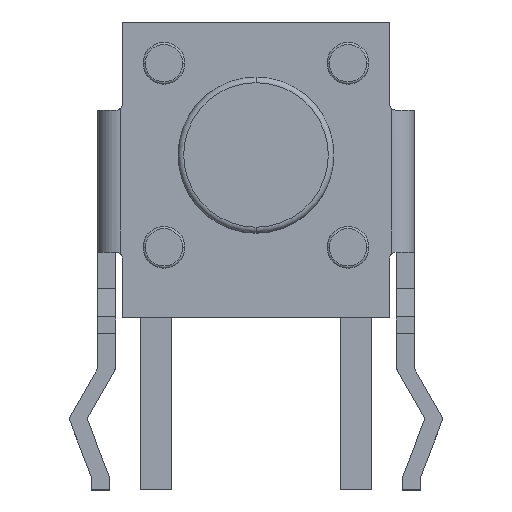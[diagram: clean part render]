
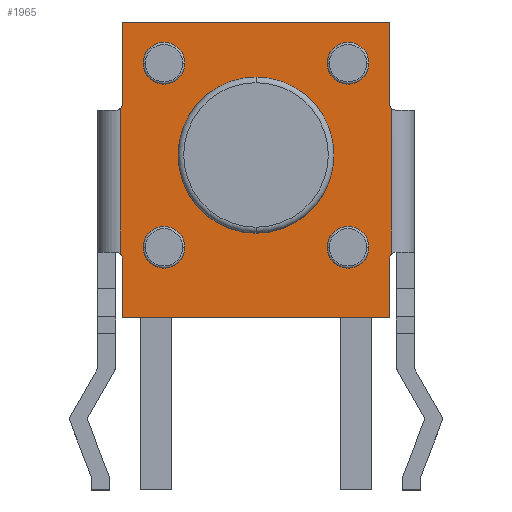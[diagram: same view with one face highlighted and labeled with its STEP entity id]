
A CAD part, top view. The second image highlights one B-rep face of the part: STEP entity #1965.
In plain terms, the highlighted planar face has unit normal (0, 0, 1).
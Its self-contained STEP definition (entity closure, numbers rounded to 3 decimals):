
#134=CARTESIAN_POINT('',(0.,0.,0.));
#135=DIRECTION('',(0.,0.,1.));
#136=DIRECTION('',(0.,-1.,0.));
#137=AXIS2_PLACEMENT_3D('',#134,#135,#136);
#139=CARTESIAN_POINT('',(0.,0.,0.));
#140=DIRECTION('',(0.,0.,1.));
#141=DIRECTION('',(0.,1.,0.));
#142=AXIS2_PLACEMENT_3D('',#139,#140,#141);
#144=CARTESIAN_POINT('',(2.07,2.07,0.));
#145=DIRECTION('',(0.,0.,1.));
#146=DIRECTION('',(1.,0.,0.));
#147=AXIS2_PLACEMENT_3D('',#144,#145,#146);
#149=CARTESIAN_POINT('',(2.07,2.07,0.));
#150=DIRECTION('',(0.,0.,1.));
#151=DIRECTION('',(-1.,0.,0.));
#152=AXIS2_PLACEMENT_3D('',#149,#150,#151);
#154=CARTESIAN_POINT('',(-2.07,2.07,0.));
#155=DIRECTION('',(0.,0.,1.));
#156=DIRECTION('',(1.,0.,0.));
#157=AXIS2_PLACEMENT_3D('',#154,#155,#156);
#159=CARTESIAN_POINT('',(-2.07,2.07,0.));
#160=DIRECTION('',(0.,0.,1.));
#161=DIRECTION('',(-1.,0.,0.));
#162=AXIS2_PLACEMENT_3D('',#159,#160,#161);
#164=CARTESIAN_POINT('',(2.07,-2.07,0.));
#165=DIRECTION('',(0.,0.,1.));
#166=DIRECTION('',(1.,0.,0.));
#167=AXIS2_PLACEMENT_3D('',#164,#165,#166);
#169=CARTESIAN_POINT('',(2.07,-2.07,0.));
#170=DIRECTION('',(0.,0.,1.));
#171=DIRECTION('',(-1.,0.,0.));
#172=AXIS2_PLACEMENT_3D('',#169,#170,#171);
#174=CARTESIAN_POINT('',(-2.07,-2.07,0.));
#175=DIRECTION('',(0.,0.,1.));
#176=DIRECTION('',(1.,0.,0.));
#177=AXIS2_PLACEMENT_3D('',#174,#175,#176);
#179=CARTESIAN_POINT('',(-2.07,-2.07,0.));
#180=DIRECTION('',(0.,0.,1.));
#181=DIRECTION('',(-1.,0.,0.));
#182=AXIS2_PLACEMENT_3D('',#179,#180,#181);
#184=DIRECTION('',(0.,1.,0.));
#185=VECTOR('',#184,3.278);
#186=CARTESIAN_POINT('',(3.048,-2.223,0.));
#187=LINE('',#186,#185);
#188=CARTESIAN_POINT('',(3.15,-2.337,0.));
#189=DIRECTION('',(0.,0.,-1.));
#190=DIRECTION('',(-1.,0.,0.));
#191=AXIS2_PLACEMENT_3D('',#188,#189,#190);
#193=DIRECTION('',(0.,1.,0.));
#194=VECTOR('',#193,1.321);
#195=CARTESIAN_POINT('',(2.997,-3.658,0.));
#196=LINE('',#195,#194);
#197=DIRECTION('',(1.,0.,0.));
#198=VECTOR('',#197,5.994);
#199=CARTESIAN_POINT('',(-2.997,-3.658,0.));
#200=LINE('',#199,#198);
#201=DIRECTION('',(0.,-1.,0.));
#202=VECTOR('',#201,1.321);
#203=CARTESIAN_POINT('',(-2.997,-2.337,0.));
#204=LINE('',#203,#202);
#205=CARTESIAN_POINT('',(-3.15,-2.337,0.));
#206=DIRECTION('',(0.,0.,-1.));
#207=DIRECTION('',(0.667,0.745,0.));
#208=AXIS2_PLACEMENT_3D('',#205,#206,#207);
#210=DIRECTION('',(0.,-1.,0.));
#211=VECTOR('',#210,3.278);
#212=CARTESIAN_POINT('',(-3.048,1.055,0.));
#213=LINE('',#212,#211);
#214=CARTESIAN_POINT('',(-3.15,1.168,0.));
#215=DIRECTION('',(0.,0.,-1.));
#216=DIRECTION('',(1.,0.,0.));
#217=AXIS2_PLACEMENT_3D('',#214,#215,#216);
#219=DIRECTION('',(0.,-1.,0.));
#220=VECTOR('',#219,1.829);
#221=CARTESIAN_POINT('',(-2.997,2.997,0.));
#222=LINE('',#221,#220);
#223=DIRECTION('',(-1.,0.,0.));
#224=VECTOR('',#223,5.994);
#225=CARTESIAN_POINT('',(2.997,2.997,0.));
#226=LINE('',#225,#224);
#227=DIRECTION('',(0.,1.,0.));
#228=VECTOR('',#227,1.829);
#229=CARTESIAN_POINT('',(2.997,1.168,0.));
#230=LINE('',#229,#228);
#231=CARTESIAN_POINT('',(3.15,1.168,0.));
#232=DIRECTION('',(0.,0.,-1.));
#233=DIRECTION('',(-0.667,-0.745,0.));
#234=AXIS2_PLACEMENT_3D('',#231,#232,#233);
#426=CARTESIAN_POINT('',(3.048,1.055,0.));
#911=CARTESIAN_POINT('',(3.048,-2.223,0.));
#1063=CARTESIAN_POINT('',(-3.048,-2.223,0.));
#1414=CARTESIAN_POINT('',(-3.048,1.055,0.));
#1500=CARTESIAN_POINT('',(-2.997,2.997,0.));
#1501=CARTESIAN_POINT('',(-2.997,1.168,0.));
#1502=VERTEX_POINT('',#1500);
#1503=VERTEX_POINT('',#1501);
#1504=CARTESIAN_POINT('',(-2.997,-2.337,0.));
#1505=CARTESIAN_POINT('',(-2.997,-3.658,0.));
#1506=VERTEX_POINT('',#1504);
#1507=VERTEX_POINT('',#1505);
#1508=CARTESIAN_POINT('',(2.997,-3.658,0.));
#1509=VERTEX_POINT('',#1508);
#1510=CARTESIAN_POINT('',(2.997,-2.337,0.));
#1511=VERTEX_POINT('',#1510);
#1512=CARTESIAN_POINT('',(2.997,1.168,0.));
#1513=CARTESIAN_POINT('',(2.997,2.997,0.));
#1514=VERTEX_POINT('',#1512);
#1515=VERTEX_POINT('',#1513);
#1696=CARTESIAN_POINT('',(2.54,2.07,0.));
#1697=CARTESIAN_POINT('',(1.6,2.07,0.));
#1698=VERTEX_POINT('',#1696);
#1699=VERTEX_POINT('',#1697);
#1700=CARTESIAN_POINT('',(-1.6,2.07,0.));
#1701=CARTESIAN_POINT('',(-2.54,2.07,0.));
#1702=VERTEX_POINT('',#1700);
#1703=VERTEX_POINT('',#1701);
#1704=CARTESIAN_POINT('',(2.54,-2.07,0.));
#1705=CARTESIAN_POINT('',(1.6,-2.07,0.));
#1706=VERTEX_POINT('',#1704);
#1707=VERTEX_POINT('',#1705);
#1708=CARTESIAN_POINT('',(-1.6,-2.07,0.));
#1709=CARTESIAN_POINT('',(-2.54,-2.07,0.));
#1710=VERTEX_POINT('',#1708);
#1711=VERTEX_POINT('',#1709);
#1720=CARTESIAN_POINT('',(0.,-1.753,0.));
#1721=CARTESIAN_POINT('',(0.,1.753,0.));
#1722=VERTEX_POINT('',#1720);
#1723=VERTEX_POINT('',#1721);
#1724=VERTEX_POINT('',#426);
#1732=VERTEX_POINT('',#911);
#1742=VERTEX_POINT('',#1063);
#1750=VERTEX_POINT('',#1414);
#1904=CARTESIAN_POINT('',(0.,0.,0.));
#1905=DIRECTION('',(0.,0.,1.));
#1906=DIRECTION('',(1.,0.,0.));
#1907=AXIS2_PLACEMENT_3D('',#1904,#1905,#1906);
#1908=PLANE('',#1907);
#1910=ORIENTED_EDGE('',*,*,#1909,.F.);
#1912=ORIENTED_EDGE('',*,*,#1911,.F.);
#1914=ORIENTED_EDGE('',*,*,#1913,.F.);
#1916=ORIENTED_EDGE('',*,*,#1915,.F.);
#1918=ORIENTED_EDGE('',*,*,#1917,.F.);
#1920=ORIENTED_EDGE('',*,*,#1919,.F.);
#1922=ORIENTED_EDGE('',*,*,#1921,.F.);
#1924=ORIENTED_EDGE('',*,*,#1923,.F.);
#1926=ORIENTED_EDGE('',*,*,#1925,.F.);
#1928=ORIENTED_EDGE('',*,*,#1927,.F.);
#1930=ORIENTED_EDGE('',*,*,#1929,.F.);
#1932=ORIENTED_EDGE('',*,*,#1931,.F.);
#1933=EDGE_LOOP('',(#1910,#1912,#1914,#1916,#1918,#1920,#1922,#1924,#1926,#1928,
#1930,#1932));
#1934=FACE_OUTER_BOUND('',#1933,.F.);
#1936=ORIENTED_EDGE('',*,*,#1935,.T.);
#1938=ORIENTED_EDGE('',*,*,#1937,.T.);
#1939=EDGE_LOOP('',(#1936,#1938));
#1940=FACE_BOUND('',#1939,.F.);
#1942=ORIENTED_EDGE('',*,*,#1941,.T.);
#1944=ORIENTED_EDGE('',*,*,#1943,.T.);
#1945=EDGE_LOOP('',(#1942,#1944));
#1946=FACE_BOUND('',#1945,.F.);
#1948=ORIENTED_EDGE('',*,*,#1947,.T.);
#1950=ORIENTED_EDGE('',*,*,#1949,.T.);
#1951=EDGE_LOOP('',(#1948,#1950));
#1952=FACE_BOUND('',#1951,.F.);
#1954=ORIENTED_EDGE('',*,*,#1953,.T.);
#1956=ORIENTED_EDGE('',*,*,#1955,.T.);
#1957=EDGE_LOOP('',(#1954,#1956));
#1958=FACE_BOUND('',#1957,.F.);
#1960=ORIENTED_EDGE('',*,*,#1959,.T.);
#1962=ORIENTED_EDGE('',*,*,#1961,.T.);
#1963=EDGE_LOOP('',(#1960,#1962));
#1964=FACE_BOUND('',#1963,.F.);
#138=CIRCLE('',#137,1.753);
#143=CIRCLE('',#142,1.753);
#148=CIRCLE('',#147,0.47);
#153=CIRCLE('',#152,0.47);
#158=CIRCLE('',#157,0.47);
#163=CIRCLE('',#162,0.47);
#168=CIRCLE('',#167,0.47);
#173=CIRCLE('',#172,0.47);
#178=CIRCLE('',#177,0.47);
#183=CIRCLE('',#182,0.47);
#192=CIRCLE('',#191,0.152);
#209=CIRCLE('',#208,0.152);
#218=CIRCLE('',#217,0.152);
#235=CIRCLE('',#234,0.152);
#1909=EDGE_CURVE('',#1732,#1724,#187,.T.);
#1911=EDGE_CURVE('',#1511,#1732,#192,.T.);
#1913=EDGE_CURVE('',#1509,#1511,#196,.T.);
#1915=EDGE_CURVE('',#1507,#1509,#200,.T.);
#1917=EDGE_CURVE('',#1506,#1507,#204,.T.);
#1919=EDGE_CURVE('',#1742,#1506,#209,.T.);
#1921=EDGE_CURVE('',#1750,#1742,#213,.T.);
#1923=EDGE_CURVE('',#1503,#1750,#218,.T.);
#1925=EDGE_CURVE('',#1502,#1503,#222,.T.);
#1927=EDGE_CURVE('',#1515,#1502,#226,.T.);
#1929=EDGE_CURVE('',#1514,#1515,#230,.T.);
#1931=EDGE_CURVE('',#1724,#1514,#235,.T.);
#1935=EDGE_CURVE('',#1698,#1699,#148,.T.);
#1937=EDGE_CURVE('',#1699,#1698,#153,.T.);
#1941=EDGE_CURVE('',#1702,#1703,#158,.T.);
#1943=EDGE_CURVE('',#1703,#1702,#163,.T.);
#1947=EDGE_CURVE('',#1706,#1707,#168,.T.);
#1949=EDGE_CURVE('',#1707,#1706,#173,.T.);
#1953=EDGE_CURVE('',#1710,#1711,#178,.T.);
#1955=EDGE_CURVE('',#1711,#1710,#183,.T.);
#1959=EDGE_CURVE('',#1722,#1723,#138,.T.);
#1961=EDGE_CURVE('',#1723,#1722,#143,.T.);
#1965=ADVANCED_FACE('',(#1934,#1940,#1946,#1952,#1958,#1964),#1908,.T.);
